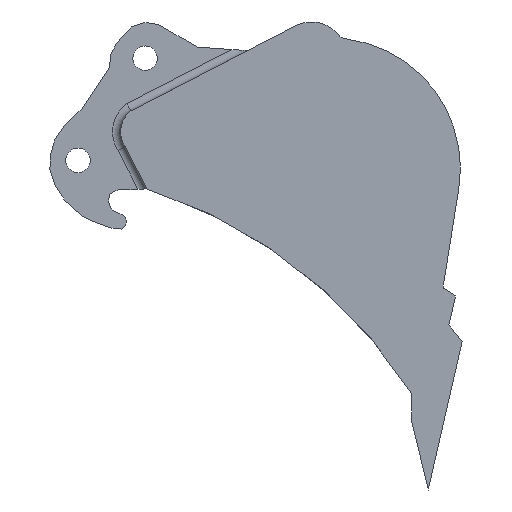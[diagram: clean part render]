
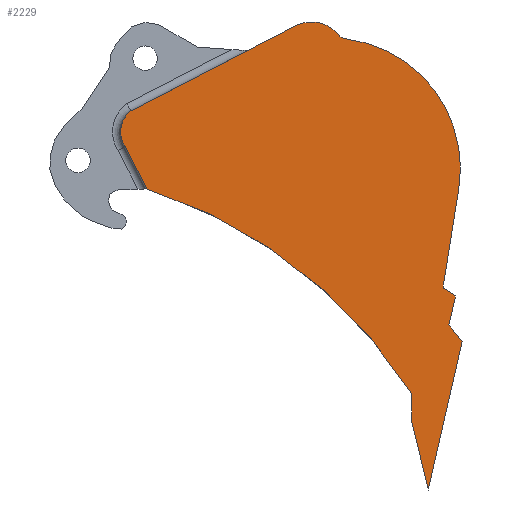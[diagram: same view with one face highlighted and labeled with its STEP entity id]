
A CAD part, left-side view. The second image highlights one B-rep face of the part: STEP entity #2229.
In plain terms, the highlighted planar face has unit normal (-1, 0, 0).
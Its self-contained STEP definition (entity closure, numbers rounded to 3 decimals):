
#52=PLANE('',#2386);
#137=FACE_OUTER_BOUND('',#262,.T.);
#262=EDGE_LOOP('',(#1629,#1630,#1631,#1632,#1633,#1634,#1635,#1636,#1637,
#1638,#1639,#1640,#1641,#1642,#1643,#1644,#1645));
#467=LINE('',#3399,#732);
#468=LINE('',#3403,#733);
#469=LINE('',#3407,#734);
#470=LINE('',#3409,#735);
#471=LINE('',#3411,#736);
#472=LINE('',#3413,#737);
#473=LINE('',#3415,#738);
#474=LINE('',#3417,#739);
#475=LINE('',#3419,#740);
#476=LINE('',#3425,#741);
#732=VECTOR('',#2688,10.);
#733=VECTOR('',#2691,10.);
#734=VECTOR('',#2694,10.);
#735=VECTOR('',#2695,10.);
#736=VECTOR('',#2696,10.);
#737=VECTOR('',#2697,10.);
#738=VECTOR('',#2698,10.);
#739=VECTOR('',#2699,10.);
#740=VECTOR('',#2700,10.);
#741=VECTOR('',#2705,10.);
#919=CIRCLE('',#2385,10.);
#920=CIRCLE('',#2387,32.183);
#921=CIRCLE('',#2388,603.263);
#922=CIRCLE('',#2389,160.05);
#923=CIRCLE('',#2390,10.);
#924=CIRCLE('',#2391,10.);
#925=CIRCLE('',#2392,43.045);
#1057=VERTEX_POINT('',#3392);
#1058=VERTEX_POINT('',#3394);
#1059=VERTEX_POINT('',#3398);
#1060=VERTEX_POINT('',#3400);
#1061=VERTEX_POINT('',#3402);
#1062=VERTEX_POINT('',#3404);
#1063=VERTEX_POINT('',#3406);
#1064=VERTEX_POINT('',#3408);
#1065=VERTEX_POINT('',#3410);
#1066=VERTEX_POINT('',#3412);
#1067=VERTEX_POINT('',#3414);
#1068=VERTEX_POINT('',#3416);
#1069=VERTEX_POINT('',#3418);
#1070=VERTEX_POINT('',#3420);
#1071=VERTEX_POINT('',#3422);
#1072=VERTEX_POINT('',#3424);
#1073=VERTEX_POINT('',#3426);
#1282=EDGE_CURVE('',#1057,#1058,#919,.T.);
#1284=EDGE_CURVE('',#1057,#1059,#467,.T.);
#1285=EDGE_CURVE('',#1059,#1060,#920,.T.);
#1286=EDGE_CURVE('',#1060,#1061,#468,.T.);
#1287=EDGE_CURVE('',#1061,#1062,#921,.T.);
#1288=EDGE_CURVE('',#1062,#1063,#469,.T.);
#1289=EDGE_CURVE('',#1063,#1064,#470,.T.);
#1290=EDGE_CURVE('',#1064,#1065,#471,.T.);
#1291=EDGE_CURVE('',#1065,#1066,#472,.T.);
#1292=EDGE_CURVE('',#1066,#1067,#473,.T.);
#1293=EDGE_CURVE('',#1067,#1068,#474,.T.);
#1294=EDGE_CURVE('',#1068,#1069,#475,.T.);
#1295=EDGE_CURVE('',#1069,#1070,#922,.T.);
#1296=EDGE_CURVE('',#1071,#1070,#923,.T.);
#1297=EDGE_CURVE('',#1071,#1072,#476,.T.);
#1298=EDGE_CURVE('',#1073,#1072,#924,.T.);
#1299=EDGE_CURVE('',#1073,#1058,#925,.T.);
#1629=ORIENTED_EDGE('',*,*,#1282,.F.);
#1630=ORIENTED_EDGE('',*,*,#1284,.T.);
#1631=ORIENTED_EDGE('',*,*,#1285,.T.);
#1632=ORIENTED_EDGE('',*,*,#1286,.T.);
#1633=ORIENTED_EDGE('',*,*,#1287,.T.);
#1634=ORIENTED_EDGE('',*,*,#1288,.T.);
#1635=ORIENTED_EDGE('',*,*,#1289,.T.);
#1636=ORIENTED_EDGE('',*,*,#1290,.T.);
#1637=ORIENTED_EDGE('',*,*,#1291,.T.);
#1638=ORIENTED_EDGE('',*,*,#1292,.T.);
#1639=ORIENTED_EDGE('',*,*,#1293,.T.);
#1640=ORIENTED_EDGE('',*,*,#1294,.T.);
#1641=ORIENTED_EDGE('',*,*,#1295,.T.);
#1642=ORIENTED_EDGE('',*,*,#1296,.F.);
#1643=ORIENTED_EDGE('',*,*,#1297,.T.);
#1644=ORIENTED_EDGE('',*,*,#1298,.F.);
#1645=ORIENTED_EDGE('',*,*,#1299,.T.);
#2229=ADVANCED_FACE('',(#137),#52,.F.);
#2385=AXIS2_PLACEMENT_3D('',#3395,#2683,#2684);
#2386=AXIS2_PLACEMENT_3D('',#3397,#2686,#2687);
#2387=AXIS2_PLACEMENT_3D('',#3401,#2689,#2690);
#2388=AXIS2_PLACEMENT_3D('',#3405,#2692,#2693);
#2389=AXIS2_PLACEMENT_3D('',#3421,#2701,#2702);
#2390=AXIS2_PLACEMENT_3D('',#3423,#2703,#2704);
#2391=AXIS2_PLACEMENT_3D('',#3427,#2706,#2707);
#2392=AXIS2_PLACEMENT_3D('',#3428,#2708,#2709);
#2683=DIRECTION('center_axis',(1.,0.,0.));
#2684=DIRECTION('ref_axis',(0.,0.415,0.91));
#2686=DIRECTION('center_axis',(1.,0.,0.));
#2687=DIRECTION('ref_axis',(0.,0.,-1.));
#2688=DIRECTION('',(0.,0.889,-0.458));
#2689=DIRECTION('center_axis',(-1.,0.,0.));
#2690=DIRECTION('ref_axis',(0.,0.83,-0.557));
#2691=DIRECTION('',(0.,-0.456,-0.89));
#2692=DIRECTION('center_axis',(1.,0.,0.));
#2693=DIRECTION('ref_axis',(0.,0.306,-0.952));
#2694=DIRECTION('',(0.,0.,-1.));
#2695=DIRECTION('',(0.,-0.233,-0.972));
#2696=DIRECTION('',(0.,-0.223,0.975));
#2697=DIRECTION('',(0.,0.623,0.782));
#2698=DIRECTION('',(0.,-0.223,0.975));
#2699=DIRECTION('',(0.,0.844,0.536));
#2700=DIRECTION('',(0.,-0.157,0.988));
#2701=DIRECTION('center_axis',(-1.,0.,0.));
#2702=DIRECTION('ref_axis',(0.,-0.125,0.992));
#2703=DIRECTION('center_axis',(-1.,0.,0.));
#2704=DIRECTION('ref_axis',(0.,0.176,-0.984));
#2705=DIRECTION('',(0.,0.975,0.223));
#2706=DIRECTION('center_axis',(-1.,0.,0.));
#2707=DIRECTION('ref_axis',(0.,0.536,-0.844));
#2708=DIRECTION('center_axis',(-1.,0.,0.));
#2709=DIRECTION('ref_axis',(0.,0.382,0.924));
#3392=CARTESIAN_POINT('',(-300.,298.071,-1292.156));
#3394=CARTESIAN_POINT('',(-300.,297.198,-1291.758));
#3395=CARTESIAN_POINT('Origin',(-300.,293.487,-1301.044));
#3397=CARTESIAN_POINT('Origin',(-300.,305.766,-1575.904));
#3398=CARTESIAN_POINT('',(-300.,502.529,-1397.629));
#3399=CARTESIAN_POINT('',(-300.,502.529,-1397.629));
#3400=CARTESIAN_POINT('',(-300.,509.916,-1441.292));
#3401=CARTESIAN_POINT('Origin',(-300.,483.195,-1423.357));
#3402=CARTESIAN_POINT('',(-300.,483.195,-1493.508));
#3403=CARTESIAN_POINT('',(-300.,483.195,-1493.508));
#3404=CARTESIAN_POINT('',(-300.,158.356,-1744.98));
#3405=CARTESIAN_POINT('Origin',(-300.,667.998,-2067.768));
#3406=CARTESIAN_POINT('',(-300.,158.356,-1777.364));
#3407=CARTESIAN_POINT('',(-300.,158.356,-1777.364));
#3408=CARTESIAN_POINT('',(-300.,137.807,-1863.125));
#3409=CARTESIAN_POINT('',(-300.,137.807,-1863.125));
#3410=CARTESIAN_POINT('',(-300.,96.154,-1680.892));
#3411=CARTESIAN_POINT('',(-300.,96.154,-1680.892));
#3412=CARTESIAN_POINT('',(-300.,112.386,-1660.501));
#3413=CARTESIAN_POINT('',(-300.,112.386,-1660.501));
#3414=CARTESIAN_POINT('',(-300.,104.27,-1624.993));
#3415=CARTESIAN_POINT('',(-300.,104.27,-1624.993));
#3416=CARTESIAN_POINT('',(-300.,119.672,-1615.22));
#3417=CARTESIAN_POINT('',(-300.,119.672,-1615.22));
#3418=CARTESIAN_POINT('',(-300.,100.304,-1493.508));
#3419=CARTESIAN_POINT('',(-300.,100.304,-1493.508));
#3420=CARTESIAN_POINT('',(-300.,237.916,-1309.617));
#3421=CARTESIAN_POINT('Origin',(-300.,258.365,-1468.355));
#3422=CARTESIAN_POINT('',(-300.,238.866,-1309.447));
#3423=CARTESIAN_POINT('Origin',(-300.,236.638,-1299.699));
#3424=CARTESIAN_POINT('',(-300.,241.658,-1308.809));
#3425=CARTESIAN_POINT('',(-300.,245.327,-1307.97));
#3426=CARTESIAN_POINT('',(-300.,247.309,-1305.219));
#3427=CARTESIAN_POINT('Origin',(-300.,239.43,-1299.06));
#3428=CARTESIAN_POINT('Origin',(-300.,281.222,-1331.728));
